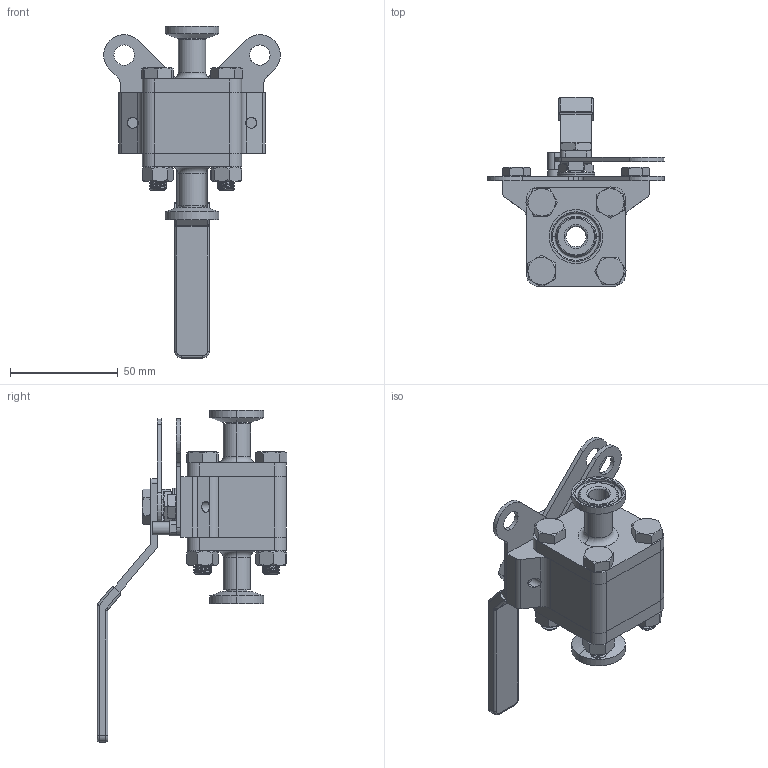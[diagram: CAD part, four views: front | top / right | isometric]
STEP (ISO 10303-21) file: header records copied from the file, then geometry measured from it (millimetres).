
FILE_DESCRIPTION (( 'STEP AP214' ), '1' );
FILE_NAME ('HP-SA-0050.STEP', '2018-12-07T20:18:05', ( '' ), ( '' ), 'SwSTEP 2.0', 'SolidWorks 2018', '' );
FILE_SCHEMA (( 'AUTOMOTIVE_DESIGN' ));
Length unit declared in the file: inch
Products named in the file (1): HP-SA-0050
Bounding box: 81.83 x 88.04 x 153.9 mm (x, y, z)
Surface area: 47014.9 mm2 (no closed solid volume)
Topology: 0 solids, 34 shells, 695 faces, 2224 edges, 1553 vertices
Faces by surface type: cylinder 383, plane 164, cone 108, torus 26, bspline 12, sphere 2
Entity records: 116556 total; most frequent: CARTESIAN_POINT 90222, ORIENTED_EDGE 3895, DIRECTION 2974, EDGE_CURVE 2222, VERTEX_POINT 1553, AXIS2_PLACEMENT_3D 1109, VECTOR 756, LINE 756
